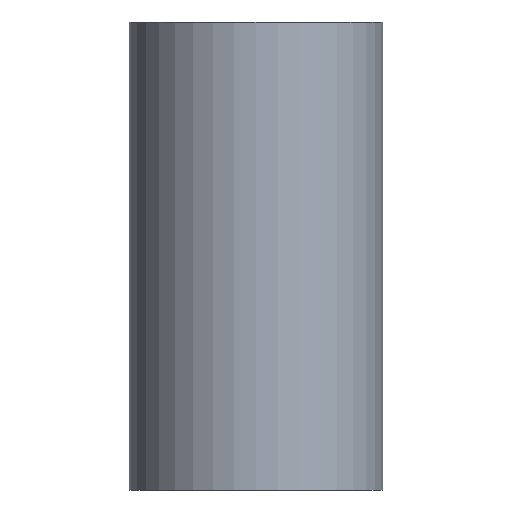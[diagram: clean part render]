
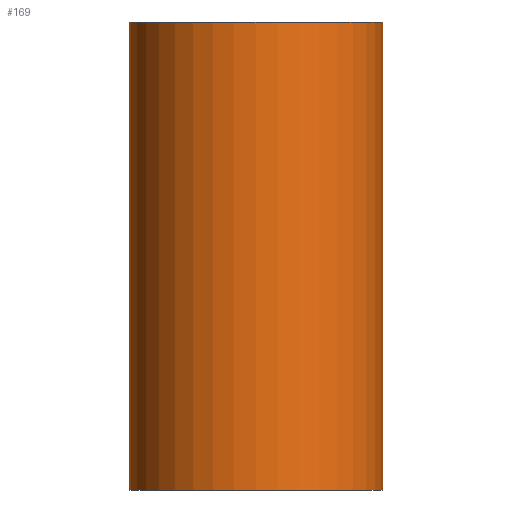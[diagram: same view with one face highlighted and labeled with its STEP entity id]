
A CAD part, left-side view. The second image highlights one B-rep face of the part: STEP entity #169.
In plain terms, the highlighted cylindrical face has radius 45.5 mm (diameter 91 mm), a full revolution.
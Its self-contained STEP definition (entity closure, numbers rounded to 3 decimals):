
#22=FACE_BOUND($,#58,.T.);
#23=FACE_BOUND($,#59,.T.);
#38=B_SPLINE_CURVE_WITH_KNOTS($,3,(#343,#344,#345,#346,#347,#348,#349,#350,
#351,#352,#353,#354,#355,#356,#357,#358,#359,#360),.UNSPECIFIED.,.F.,.F.,
(4,2,2,2,2,2,2,2,4),(7.726,8.21,8.694,
9.178,9.662,10.143,10.625,11.107,
11.589),.UNSPECIFIED.);
#39=B_SPLINE_CURVE_WITH_KNOTS($,3,(#362,#363,#364,#365,#366,#367,#368,#369,
#370,#371,#372,#373,#374,#375,#376,#377,#378,#379),.UNSPECIFIED.,.F.,.F.,
(4,2,2,2,2,2,2,2,4),(-7.726,-7.242,-6.758,
-6.274,-5.79,-5.309,-4.827,-4.345,
-3.863),.UNSPECIFIED.);
#40=B_SPLINE_CURVE_WITH_KNOTS($,3,(#381,#382,#383,#384,#385,#386,#387,#388,
#389,#390,#391,#392,#393,#394,#395,#396,#397,#398),.UNSPECIFIED.,.F.,.F.,
(4,2,2,2,2,2,2,2,4),(11.589,12.071,12.553,
13.035,13.516,14.,14.484,14.968,
15.452),.UNSPECIFIED.);
#41=B_SPLINE_CURVE_WITH_KNOTS($,3,(#399,#400,#401,#402,#403,#404,#405,#406,
#407,#408,#409,#410,#411,#412,#413,#414,#415,#416),.UNSPECIFIED.,.F.,.F.,
(4,2,2,2,2,2,2,2,4),(-3.863,-3.381,-2.899,
-2.417,-1.936,-1.452,-0.968,
-0.484,0.),.UNSPECIFIED.);
#44=FACE_OUTER_BOUND($,#57,.T.);
#57=EDGE_LOOP($,(#131));
#58=EDGE_LOOP($,(#132));
#59=EDGE_LOOP($,(#133,#134,#135,#136));
#83=CIRCLE($,#189,45.5);
#84=CIRCLE($,#190,45.5);
#96=VERTEX_POINT($,#337);
#97=VERTEX_POINT($,#339);
#98=VERTEX_POINT($,#341);
#99=VERTEX_POINT($,#342);
#100=VERTEX_POINT($,#361);
#101=VERTEX_POINT($,#380);
#113=EDGE_CURVE($,#96,#96,#83,.T.);
#114=EDGE_CURVE($,#97,#97,#84,.T.);
#115=EDGE_CURVE($,#98,#99,#38,.T.);
#116=EDGE_CURVE($,#98,#100,#39,.T.);
#117=EDGE_CURVE($,#100,#101,#40,.T.);
#118=EDGE_CURVE($,#99,#101,#41,.T.);
#131=ORIENTED_EDGE($,*,*,#113,.F.);
#132=ORIENTED_EDGE($,*,*,#114,.T.);
#133=ORIENTED_EDGE($,*,*,#115,.F.);
#134=ORIENTED_EDGE($,*,*,#116,.T.);
#135=ORIENTED_EDGE($,*,*,#117,.T.);
#136=ORIENTED_EDGE($,*,*,#118,.F.);
#162=CYLINDRICAL_SURFACE($,#188,45.5);
#169=ADVANCED_FACE($,(#44,#22,#23),#162,.T.);
#188=AXIS2_PLACEMENT_3D($,#336,#220,#221);
#189=AXIS2_PLACEMENT_3D($,#338,#222,#223);
#190=AXIS2_PLACEMENT_3D($,#340,#224,#225);
#220=DIRECTION('center_axis',(0.,0.,1.));
#221=DIRECTION('ref_axis',(1.,0.,0.));
#222=DIRECTION('center_axis',(0.,0.,1.));
#223=DIRECTION('ref_axis',(1.,0.,0.));
#224=DIRECTION('center_axis',(0.,0.,1.));
#225=DIRECTION('ref_axis',(1.,0.,0.));
#336=CARTESIAN_POINT('Origin',(0.,0.,0.));
#337=CARTESIAN_POINT('',(-45.5,0.,168.));
#338=CARTESIAN_POINT('Origin',(0.,0.,168.));
#339=CARTESIAN_POINT('',(45.5,0.,0.));
#340=CARTESIAN_POINT('Origin',(0.,0.,0.));
#341=CARTESIAN_POINT('',(38.016,-25.,84.));
#342=CARTESIAN_POINT('',(45.5,0.,59.));
#343=CARTESIAN_POINT('Ctrl Pts',(38.016,-25.,84.));
#344=CARTESIAN_POINT('Ctrl Pts',(38.016,-25.,82.387));
#345=CARTESIAN_POINT('Ctrl Pts',(38.122,-24.841,80.735));
#346=CARTESIAN_POINT('Ctrl Pts',(38.538,-24.191,77.475));
#347=CARTESIAN_POINT('Ctrl Pts',(38.848,-23.699,75.867));
#348=CARTESIAN_POINT('Ctrl Pts',(39.603,-22.414,72.803));
#349=CARTESIAN_POINT('Ctrl Pts',(40.048,-21.621,71.343));
#350=CARTESIAN_POINT('Ctrl Pts',(40.979,-19.799,68.649));
#351=CARTESIAN_POINT('Ctrl Pts',(41.465,-18.771,67.415));
#352=CARTESIAN_POINT('Ctrl Pts',(42.384,-16.589,65.234));
#353=CARTESIAN_POINT('Ctrl Pts',(42.853,-15.357,64.206));
#354=CARTESIAN_POINT('Ctrl Pts',(43.725,-12.663,62.383));
#355=CARTESIAN_POINT('Ctrl Pts',(44.128,-11.2,61.587));
#356=CARTESIAN_POINT('Ctrl Pts',(44.796,-8.129,60.3));
#357=CARTESIAN_POINT('Ctrl Pts',(45.061,-6.518,59.807));
#358=CARTESIAN_POINT('Ctrl Pts',(45.413,-3.256,59.157));
#359=CARTESIAN_POINT('Ctrl Pts',(45.5,-1.606,59.));
#360=CARTESIAN_POINT('Ctrl Pts',(45.5,0.,59.));
#361=CARTESIAN_POINT('',(45.5,0.,109.));
#362=CARTESIAN_POINT('Ctrl Pts',(38.016,-25.,84.));
#363=CARTESIAN_POINT('Ctrl Pts',(38.016,-25.,85.613));
#364=CARTESIAN_POINT('Ctrl Pts',(38.122,-24.841,87.265));
#365=CARTESIAN_POINT('Ctrl Pts',(38.538,-24.191,90.525));
#366=CARTESIAN_POINT('Ctrl Pts',(38.848,-23.699,92.133));
#367=CARTESIAN_POINT('Ctrl Pts',(39.603,-22.414,95.197));
#368=CARTESIAN_POINT('Ctrl Pts',(40.048,-21.621,96.657));
#369=CARTESIAN_POINT('Ctrl Pts',(40.979,-19.799,99.351));
#370=CARTESIAN_POINT('Ctrl Pts',(41.465,-18.771,100.585));
#371=CARTESIAN_POINT('Ctrl Pts',(42.384,-16.589,102.766));
#372=CARTESIAN_POINT('Ctrl Pts',(42.853,-15.357,103.794));
#373=CARTESIAN_POINT('Ctrl Pts',(43.725,-12.663,105.617));
#374=CARTESIAN_POINT('Ctrl Pts',(44.128,-11.2,106.413));
#375=CARTESIAN_POINT('Ctrl Pts',(44.796,-8.129,107.7));
#376=CARTESIAN_POINT('Ctrl Pts',(45.061,-6.518,108.193));
#377=CARTESIAN_POINT('Ctrl Pts',(45.413,-3.256,108.843));
#378=CARTESIAN_POINT('Ctrl Pts',(45.5,-1.606,109.));
#379=CARTESIAN_POINT('Ctrl Pts',(45.5,0.,109.));
#380=CARTESIAN_POINT('',(38.016,25.,84.));
#381=CARTESIAN_POINT('Ctrl Pts',(45.5,0.,109.));
#382=CARTESIAN_POINT('Ctrl Pts',(45.5,1.606,109.));
#383=CARTESIAN_POINT('Ctrl Pts',(45.413,3.256,108.843));
#384=CARTESIAN_POINT('Ctrl Pts',(45.061,6.518,108.193));
#385=CARTESIAN_POINT('Ctrl Pts',(44.796,8.129,107.7));
#386=CARTESIAN_POINT('Ctrl Pts',(44.128,11.2,106.413));
#387=CARTESIAN_POINT('Ctrl Pts',(43.725,12.663,105.617));
#388=CARTESIAN_POINT('Ctrl Pts',(42.853,15.357,103.794));
#389=CARTESIAN_POINT('Ctrl Pts',(42.384,16.589,102.766));
#390=CARTESIAN_POINT('Ctrl Pts',(41.465,18.771,100.585));
#391=CARTESIAN_POINT('Ctrl Pts',(40.979,19.799,99.351));
#392=CARTESIAN_POINT('Ctrl Pts',(40.048,21.621,96.657));
#393=CARTESIAN_POINT('Ctrl Pts',(39.603,22.414,95.197));
#394=CARTESIAN_POINT('Ctrl Pts',(38.848,23.699,92.133));
#395=CARTESIAN_POINT('Ctrl Pts',(38.538,24.191,90.525));
#396=CARTESIAN_POINT('Ctrl Pts',(38.122,24.841,87.265));
#397=CARTESIAN_POINT('Ctrl Pts',(38.016,25.,85.613));
#398=CARTESIAN_POINT('Ctrl Pts',(38.016,25.,84.));
#399=CARTESIAN_POINT('Ctrl Pts',(45.5,0.,59.));
#400=CARTESIAN_POINT('Ctrl Pts',(45.5,1.606,59.));
#401=CARTESIAN_POINT('Ctrl Pts',(45.413,3.256,59.157));
#402=CARTESIAN_POINT('Ctrl Pts',(45.061,6.518,59.807));
#403=CARTESIAN_POINT('Ctrl Pts',(44.796,8.129,60.3));
#404=CARTESIAN_POINT('Ctrl Pts',(44.128,11.2,61.587));
#405=CARTESIAN_POINT('Ctrl Pts',(43.725,12.663,62.383));
#406=CARTESIAN_POINT('Ctrl Pts',(42.853,15.357,64.206));
#407=CARTESIAN_POINT('Ctrl Pts',(42.384,16.589,65.234));
#408=CARTESIAN_POINT('Ctrl Pts',(41.465,18.771,67.415));
#409=CARTESIAN_POINT('Ctrl Pts',(40.979,19.799,68.649));
#410=CARTESIAN_POINT('Ctrl Pts',(40.048,21.621,71.343));
#411=CARTESIAN_POINT('Ctrl Pts',(39.603,22.414,72.803));
#412=CARTESIAN_POINT('Ctrl Pts',(38.848,23.699,75.867));
#413=CARTESIAN_POINT('Ctrl Pts',(38.538,24.191,77.475));
#414=CARTESIAN_POINT('Ctrl Pts',(38.122,24.841,80.735));
#415=CARTESIAN_POINT('Ctrl Pts',(38.016,25.,82.387));
#416=CARTESIAN_POINT('Ctrl Pts',(38.016,25.,84.));
